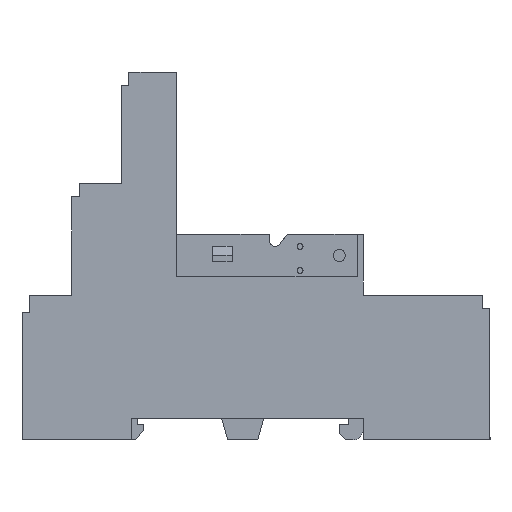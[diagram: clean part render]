
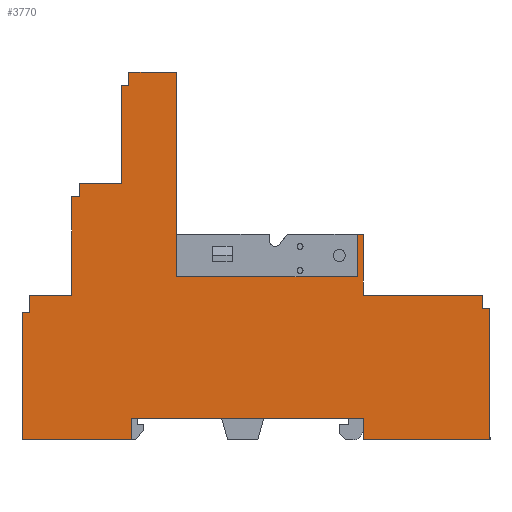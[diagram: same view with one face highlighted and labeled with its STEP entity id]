
A CAD part, left-side view. The second image highlights one B-rep face of the part: STEP entity #3770.
In plain terms, the highlighted planar face has unit normal (-1, 0, 0).
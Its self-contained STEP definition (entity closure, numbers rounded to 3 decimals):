
#3694=AXIS2_PLACEMENT_3D('Plane Axis2P3D',#3691,#3692,#3693) ;
#458=CARTESIAN_POINT('Vertex',(0.,52.,61.)) ;
#461=CARTESIAN_POINT('Line Origine',(0.,52.,44.05)) ;
#465=CARTESIAN_POINT('Vertex',(0.,52.,27.1)) ;
#971=CARTESIAN_POINT('Vertex',(0.,22.,34.1)) ;
#974=CARTESIAN_POINT('Line Origine',(0.,21.5,34.1)) ;
#978=CARTESIAN_POINT('Vertex',(0.,21.,34.1)) ;
#1493=CARTESIAN_POINT('Vertex',(0.,21.,24.)) ;
#1496=CARTESIAN_POINT('Line Origine',(0.,11.12,24.)) ;
#1500=CARTESIAN_POINT('Vertex',(0.,1.24,24.)) ;
#1637=CARTESIAN_POINT('Line Origine',(0.,1.24,22.9)) ;
#1641=CARTESIAN_POINT('Vertex',(0.,1.24,21.8)) ;
#1898=CARTESIAN_POINT('Vertex',(0.,0.,21.8)) ;
#1901=CARTESIAN_POINT('Line Origine',(0.,0.,10.9)) ;
#1905=CARTESIAN_POINT('Vertex',(0.,0.,0.)) ;
#1940=CARTESIAN_POINT('Line Origine',(0.,10.5,0.)) ;
#1944=CARTESIAN_POINT('Vertex',(0.,21.,0.)) ;
#1966=CARTESIAN_POINT('Line Origine',(0.,21.,1.75)) ;
#1970=CARTESIAN_POINT('Vertex',(0.,21.,3.5)) ;
#2115=CARTESIAN_POINT('Line Origine',(0.,40.25,3.5)) ;
#2119=CARTESIAN_POINT('Vertex',(0.,59.5,3.5)) ;
#2417=CARTESIAN_POINT('Vertex',(0.,59.5,0.)) ;
#2420=CARTESIAN_POINT('Line Origine',(0.,68.55,0.)) ;
#2424=CARTESIAN_POINT('Vertex',(0.,77.6,0.)) ;
#2461=CARTESIAN_POINT('Line Origine',(0.,77.6,10.55)) ;
#2465=CARTESIAN_POINT('Vertex',(0.,77.6,21.1)) ;
#2634=CARTESIAN_POINT('Vertex',(0.,76.36,24.)) ;
#2637=CARTESIAN_POINT('Line Origine',(0.,72.86,24.)) ;
#2641=CARTESIAN_POINT('Vertex',(0.,69.36,24.)) ;
#2889=CARTESIAN_POINT('Vertex',(0.,68.12,40.3)) ;
#2892=CARTESIAN_POINT('Line Origine',(0.,68.12,41.4)) ;
#2896=CARTESIAN_POINT('Vertex',(0.,68.12,42.5)) ;
#3021=CARTESIAN_POINT('Line Origine',(0.,64.62,42.5)) ;
#3025=CARTESIAN_POINT('Vertex',(0.,61.12,42.5)) ;
#3273=CARTESIAN_POINT('Vertex',(0.,59.88,58.8)) ;
#3276=CARTESIAN_POINT('Line Origine',(0.,59.88,59.9)) ;
#3280=CARTESIAN_POINT('Vertex',(0.,59.88,61.)) ;
#3405=CARTESIAN_POINT('Line Origine',(0.,55.94,61.)) ;
#3668=CARTESIAN_POINT('Control Point',(0.,22.,27.1)) ;
#3669=CARTESIAN_POINT('Control Point',(0.,52.,27.1)) ;
#3670=CARTESIAN_POINT('Vertex',(0.,22.,27.1)) ;
#3691=CARTESIAN_POINT('Axis2P3D Location',(0.,0.,0.)) ;
#3697=CARTESIAN_POINT('Control Point',(0.,61.12,58.8)) ;
#3698=CARTESIAN_POINT('Control Point',(0.,59.88,58.8)) ;
#3699=CARTESIAN_POINT('Vertex',(0.,61.12,58.8)) ;
#3703=CARTESIAN_POINT('Control Point',(0.,61.12,42.5)) ;
#3704=CARTESIAN_POINT('Control Point',(0.,61.12,58.8)) ;
#3707=CARTESIAN_POINT('Control Point',(0.,69.36,40.3)) ;
#3708=CARTESIAN_POINT('Control Point',(0.,68.12,40.3)) ;
#3709=CARTESIAN_POINT('Vertex',(0.,69.36,40.3)) ;
#3713=CARTESIAN_POINT('Control Point',(0.,69.36,24.)) ;
#3714=CARTESIAN_POINT('Control Point',(0.,69.36,40.3)) ;
#3717=CARTESIAN_POINT('Control Point',(0.,76.36,21.1)) ;
#3718=CARTESIAN_POINT('Control Point',(0.,76.36,24.)) ;
#3719=CARTESIAN_POINT('Vertex',(0.,76.36,21.1)) ;
#3723=CARTESIAN_POINT('Control Point',(0.,77.6,21.1)) ;
#3724=CARTESIAN_POINT('Control Point',(0.,76.36,21.1)) ;
#3727=CARTESIAN_POINT('Control Point',(0.,59.5,3.5)) ;
#3728=CARTESIAN_POINT('Control Point',(0.,59.5,0.)) ;
#3731=CARTESIAN_POINT('Control Point',(0.,1.24,21.8)) ;
#3732=CARTESIAN_POINT('Control Point',(0.,0.,21.8)) ;
#3735=CARTESIAN_POINT('Control Point',(0.,21.,34.1)) ;
#3736=CARTESIAN_POINT('Control Point',(0.,21.,24.)) ;
#3739=CARTESIAN_POINT('Control Point',(0.,22.,27.1)) ;
#3740=CARTESIAN_POINT('Control Point',(0.,22.,34.1)) ;
#462=DIRECTION('Vector Direction',(0.,0.,-1.)) ;
#975=DIRECTION('Vector Direction',(0.,-1.,0.)) ;
#1497=DIRECTION('Vector Direction',(0.,-1.,0.)) ;
#1638=DIRECTION('Vector Direction',(0.,0.,-1.)) ;
#1902=DIRECTION('Vector Direction',(0.,0.,-1.)) ;
#1941=DIRECTION('Vector Direction',(0.,1.,0.)) ;
#1967=DIRECTION('Vector Direction',(0.,0.,1.)) ;
#2116=DIRECTION('Vector Direction',(0.,1.,0.)) ;
#2421=DIRECTION('Vector Direction',(0.,1.,0.)) ;
#2462=DIRECTION('Vector Direction',(0.,0.,1.)) ;
#2638=DIRECTION('Vector Direction',(0.,-1.,0.)) ;
#2893=DIRECTION('Vector Direction',(0.,0.,1.)) ;
#3022=DIRECTION('Vector Direction',(0.,-1.,0.)) ;
#3277=DIRECTION('Vector Direction',(0.,0.,1.)) ;
#3406=DIRECTION('Vector Direction',(0.,-1.,0.)) ;
#3692=DIRECTION('Axis2P3D Direction',(-1.,0.,0.)) ;
#3693=DIRECTION('Axis2P3D XDirection',(0.,-1.,0.)) ;
#463=VECTOR('Line Direction',#462,1.) ;
#976=VECTOR('Line Direction',#975,1.) ;
#1498=VECTOR('Line Direction',#1497,1.) ;
#1639=VECTOR('Line Direction',#1638,1.) ;
#1903=VECTOR('Line Direction',#1902,1.) ;
#1942=VECTOR('Line Direction',#1941,1.) ;
#1968=VECTOR('Line Direction',#1967,1.) ;
#2117=VECTOR('Line Direction',#2116,1.) ;
#2422=VECTOR('Line Direction',#2421,1.) ;
#2463=VECTOR('Line Direction',#2462,1.) ;
#2639=VECTOR('Line Direction',#2638,1.) ;
#2894=VECTOR('Line Direction',#2893,1.) ;
#3023=VECTOR('Line Direction',#3022,1.) ;
#3278=VECTOR('Line Direction',#3277,1.) ;
#3407=VECTOR('Line Direction',#3406,1.) ;
#3743=ORIENTED_EDGE('',*,*,#3672,.F.) ;
#3744=ORIENTED_EDGE('',*,*,#467,.T.) ;
#3745=ORIENTED_EDGE('',*,*,#3409,.T.) ;
#3746=ORIENTED_EDGE('',*,*,#3282,.T.) ;
#3747=ORIENTED_EDGE('',*,*,#3701,.T.) ;
#3748=ORIENTED_EDGE('',*,*,#3705,.T.) ;
#3749=ORIENTED_EDGE('',*,*,#3027,.T.) ;
#3750=ORIENTED_EDGE('',*,*,#2898,.T.) ;
#3751=ORIENTED_EDGE('',*,*,#3711,.T.) ;
#3752=ORIENTED_EDGE('',*,*,#3715,.T.) ;
#3753=ORIENTED_EDGE('',*,*,#2643,.T.) ;
#3754=ORIENTED_EDGE('',*,*,#3721,.T.) ;
#3755=ORIENTED_EDGE('',*,*,#3725,.T.) ;
#3756=ORIENTED_EDGE('',*,*,#2467,.T.) ;
#3757=ORIENTED_EDGE('',*,*,#2426,.T.) ;
#3758=ORIENTED_EDGE('',*,*,#3729,.T.) ;
#3759=ORIENTED_EDGE('',*,*,#2121,.T.) ;
#3760=ORIENTED_EDGE('',*,*,#1972,.T.) ;
#3761=ORIENTED_EDGE('',*,*,#1946,.T.) ;
#3762=ORIENTED_EDGE('',*,*,#1907,.T.) ;
#3763=ORIENTED_EDGE('',*,*,#3733,.T.) ;
#3764=ORIENTED_EDGE('',*,*,#1643,.T.) ;
#3765=ORIENTED_EDGE('',*,*,#1502,.T.) ;
#3766=ORIENTED_EDGE('',*,*,#3737,.T.) ;
#3767=ORIENTED_EDGE('',*,*,#980,.T.) ;
#3768=ORIENTED_EDGE('',*,*,#3741,.T.) ;
#3770=ADVANCED_FACE('SOCKEL',(#3769),#3695,.T.) ;
#3667=B_SPLINE_CURVE_WITH_KNOTS('',1,(#3668,#3669),.UNSPECIFIED.,.F.,.U.,(2,2),(0.,30.),.UNSPECIFIED.) ;
#3696=B_SPLINE_CURVE_WITH_KNOTS('',1,(#3697,#3698),.UNSPECIFIED.,.F.,.U.,(2,2),(0.,1.24),.UNSPECIFIED.) ;
#3702=B_SPLINE_CURVE_WITH_KNOTS('',1,(#3703,#3704),.UNSPECIFIED.,.F.,.U.,(2,2),(0.,16.3),.UNSPECIFIED.) ;
#3706=B_SPLINE_CURVE_WITH_KNOTS('',1,(#3707,#3708),.UNSPECIFIED.,.F.,.U.,(2,2),(0.,1.24),.UNSPECIFIED.) ;
#3712=B_SPLINE_CURVE_WITH_KNOTS('',1,(#3713,#3714),.UNSPECIFIED.,.F.,.U.,(2,2),(0.,16.3),.UNSPECIFIED.) ;
#3716=B_SPLINE_CURVE_WITH_KNOTS('',1,(#3717,#3718),.UNSPECIFIED.,.F.,.U.,(2,2),(0.,2.9),.UNSPECIFIED.) ;
#3722=B_SPLINE_CURVE_WITH_KNOTS('',1,(#3723,#3724),.UNSPECIFIED.,.F.,.U.,(2,2),(0.,1.24),.UNSPECIFIED.) ;
#3726=B_SPLINE_CURVE_WITH_KNOTS('',1,(#3727,#3728),.UNSPECIFIED.,.F.,.U.,(2,2),(0.,3.5),.UNSPECIFIED.) ;
#3730=B_SPLINE_CURVE_WITH_KNOTS('',1,(#3731,#3732),.UNSPECIFIED.,.F.,.U.,(2,2),(0.,1.24),.UNSPECIFIED.) ;
#3734=B_SPLINE_CURVE_WITH_KNOTS('',1,(#3735,#3736),.UNSPECIFIED.,.F.,.U.,(2,2),(0.,10.1),.UNSPECIFIED.) ;
#3738=B_SPLINE_CURVE_WITH_KNOTS('',1,(#3739,#3740),.UNSPECIFIED.,.F.,.U.,(2,2),(0.6,7.6),.UNSPECIFIED.) ;
#467=EDGE_CURVE('',#466,#459,#464,.F.) ;
#980=EDGE_CURVE('',#979,#972,#977,.F.) ;
#1502=EDGE_CURVE('',#1501,#1494,#1499,.F.) ;
#1643=EDGE_CURVE('',#1642,#1501,#1640,.F.) ;
#1907=EDGE_CURVE('',#1906,#1899,#1904,.F.) ;
#1946=EDGE_CURVE('',#1945,#1906,#1943,.F.) ;
#1972=EDGE_CURVE('',#1971,#1945,#1969,.F.) ;
#2121=EDGE_CURVE('',#2120,#1971,#2118,.F.) ;
#2426=EDGE_CURVE('',#2425,#2418,#2423,.F.) ;
#2467=EDGE_CURVE('',#2466,#2425,#2464,.F.) ;
#2643=EDGE_CURVE('',#2642,#2635,#2640,.F.) ;
#2898=EDGE_CURVE('',#2897,#2890,#2895,.F.) ;
#3027=EDGE_CURVE('',#3026,#2897,#3024,.F.) ;
#3282=EDGE_CURVE('',#3281,#3274,#3279,.F.) ;
#3409=EDGE_CURVE('',#459,#3281,#3408,.F.) ;
#3672=EDGE_CURVE('',#466,#3671,#3667,.F.) ;
#3701=EDGE_CURVE('',#3274,#3700,#3696,.F.) ;
#3705=EDGE_CURVE('',#3700,#3026,#3702,.F.) ;
#3711=EDGE_CURVE('',#2890,#3710,#3706,.F.) ;
#3715=EDGE_CURVE('',#3710,#2642,#3712,.F.) ;
#3721=EDGE_CURVE('',#2635,#3720,#3716,.F.) ;
#3725=EDGE_CURVE('',#3720,#2466,#3722,.F.) ;
#3729=EDGE_CURVE('',#2418,#2120,#3726,.F.) ;
#3733=EDGE_CURVE('',#1899,#1642,#3730,.F.) ;
#3737=EDGE_CURVE('',#1494,#979,#3734,.F.) ;
#3741=EDGE_CURVE('',#972,#3671,#3738,.F.) ;
#3742=EDGE_LOOP('',(#3743,#3744,#3745,#3746,#3747,#3748,#3749,#3750,#3751,#3752,#3753,#3754,#3755,#3756,#3757,#3758,#3759,#3760,#3761,#3762,#3763,#3764,#3765,#3766,#3767,#3768)) ;
#3769=FACE_OUTER_BOUND('',#3742,.T.) ;
#464=LINE('Line',#461,#463) ;
#977=LINE('Line',#974,#976) ;
#1499=LINE('Line',#1496,#1498) ;
#1640=LINE('Line',#1637,#1639) ;
#1904=LINE('Line',#1901,#1903) ;
#1943=LINE('Line',#1940,#1942) ;
#1969=LINE('Line',#1966,#1968) ;
#2118=LINE('Line',#2115,#2117) ;
#2423=LINE('Line',#2420,#2422) ;
#2464=LINE('Line',#2461,#2463) ;
#2640=LINE('Line',#2637,#2639) ;
#2895=LINE('Line',#2892,#2894) ;
#3024=LINE('Line',#3021,#3023) ;
#3279=LINE('Line',#3276,#3278) ;
#3408=LINE('Line',#3405,#3407) ;
#3695=PLANE('',#3694) ;
#459=VERTEX_POINT('',#458) ;
#466=VERTEX_POINT('',#465) ;
#972=VERTEX_POINT('',#971) ;
#979=VERTEX_POINT('',#978) ;
#1494=VERTEX_POINT('',#1493) ;
#1501=VERTEX_POINT('',#1500) ;
#1642=VERTEX_POINT('',#1641) ;
#1899=VERTEX_POINT('',#1898) ;
#1906=VERTEX_POINT('',#1905) ;
#1945=VERTEX_POINT('',#1944) ;
#1971=VERTEX_POINT('',#1970) ;
#2120=VERTEX_POINT('',#2119) ;
#2418=VERTEX_POINT('',#2417) ;
#2425=VERTEX_POINT('',#2424) ;
#2466=VERTEX_POINT('',#2465) ;
#2635=VERTEX_POINT('',#2634) ;
#2642=VERTEX_POINT('',#2641) ;
#2890=VERTEX_POINT('',#2889) ;
#2897=VERTEX_POINT('',#2896) ;
#3026=VERTEX_POINT('',#3025) ;
#3274=VERTEX_POINT('',#3273) ;
#3281=VERTEX_POINT('',#3280) ;
#3671=VERTEX_POINT('',#3670) ;
#3700=VERTEX_POINT('',#3699) ;
#3710=VERTEX_POINT('',#3709) ;
#3720=VERTEX_POINT('',#3719) ;
